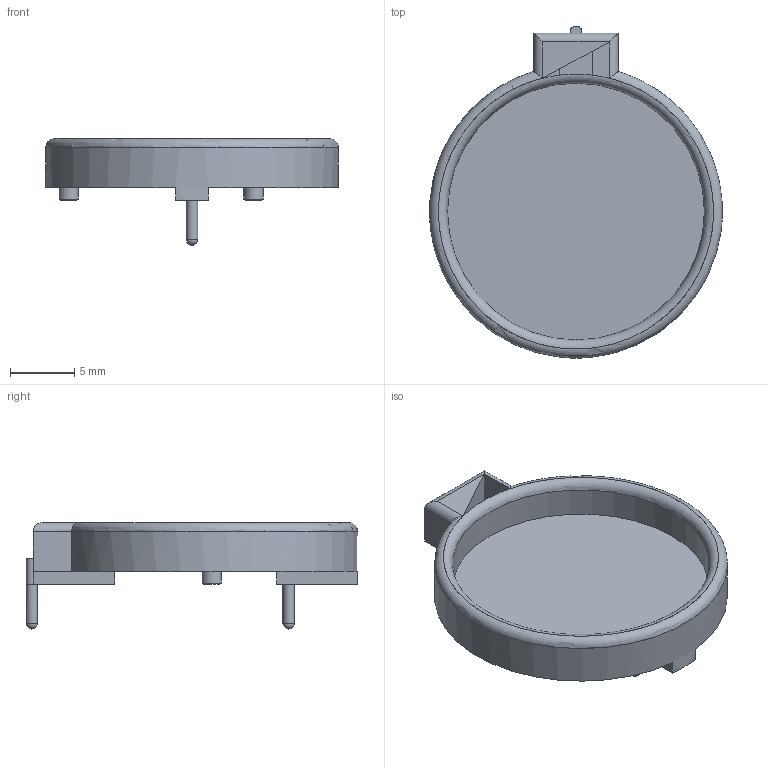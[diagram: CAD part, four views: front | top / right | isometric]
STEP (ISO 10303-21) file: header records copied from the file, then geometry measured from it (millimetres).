
FILE_DESCRIPTION(('FreeCAD Model'),'2;1');
FILE_NAME('Project''s_libs/STEP/CH25-2032LF_approx.step','2019-12-27T12:09:43',('Author'),('') ,'Open CASCADE STEP processor 7.3','FreeCAD','Unknown');
FILE_SCHEMA(('AUTOMOTIVE_DESIGN { 1 0 10303 214 1 1 1 1 }'));
Length unit declared in the file: millimetre
Products named in the file (1): Body
Bounding box: 22.78 x 25.84 x 8.3 mm (x, y, z)
Volume: 703.3 mm3; surface area: 1362 mm2
Topology: 1 solids, 1 shells, 37 faces, 87 edges, 55 vertices
Faces by surface type: plane 18, cylinder 12, cone 3, sphere 2, torus 2
Full cylindrical faces by diameter (mm): 0.9 x2, 1.5 x3, 20 x1
Entity records: 2299 total; most frequent: CARTESIAN_POINT 494, DIRECTION 353, LINE 191, VECTOR 191, ORIENTED_EDGE 170, PCURVE 170, DEFINITIONAL_REPRESENTATION 170, EDGE_CURVE 85
